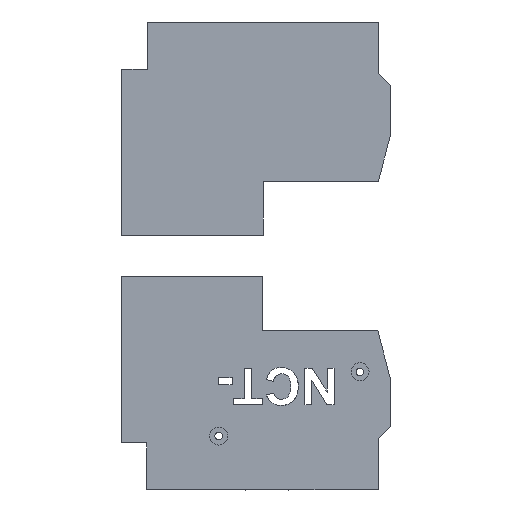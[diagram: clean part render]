
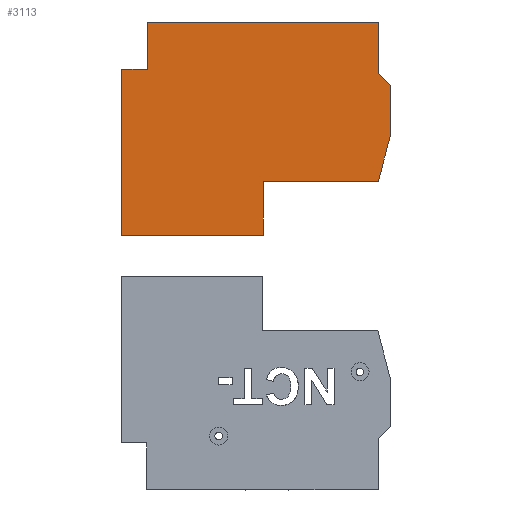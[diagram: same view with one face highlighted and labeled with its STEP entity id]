
A CAD part, left-side view. The second image highlights one B-rep face of the part: STEP entity #3113.
In plain terms, the highlighted planar face has unit normal (-1, 0, 0).
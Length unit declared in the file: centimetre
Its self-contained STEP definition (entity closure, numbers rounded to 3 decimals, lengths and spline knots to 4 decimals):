
#141=FACE_OUTER_BOUND('',#310,.T.);
#310=EDGE_LOOP('',(#2119,#2120,#2121,#2122,#2123,#2124,#2125,#2126,#2127,
#2128,#2129));
#540=LINE('',#4290,#941);
#543=LINE('',#4297,#944);
#546=LINE('',#4303,#947);
#547=LINE('',#4305,#948);
#548=LINE('',#4307,#949);
#549=LINE('',#4309,#950);
#550=LINE('',#4311,#951);
#551=LINE('',#4312,#952);
#552=LINE('',#4314,#953);
#553=LINE('',#4316,#954);
#554=LINE('',#4317,#955);
#941=VECTOR('',#3515,6.4688);
#944=VECTOR('',#3520,1.9195);
#947=VECTOR('',#3525,1.8685);
#948=VECTOR('',#3526,0.6718);
#949=VECTOR('',#3527,2.);
#950=VECTOR('',#3528,9.);
#951=VECTOR('',#3529,1.8313);
#952=VECTOR('',#3530,1.);
#953=VECTOR('',#3531,5.5);
#954=VECTOR('',#3532,2.1);
#955=VECTOR('',#3533,4.4873);
#1337=VERTEX_POINT('',#4287);
#1338=VERTEX_POINT('',#4289);
#1340=VERTEX_POINT('',#4294);
#1341=VERTEX_POINT('',#4296);
#1343=VERTEX_POINT('',#4302);
#1344=VERTEX_POINT('',#4304);
#1345=VERTEX_POINT('',#4306);
#1346=VERTEX_POINT('',#4308);
#1347=VERTEX_POINT('',#4310);
#1348=VERTEX_POINT('',#4313);
#1349=VERTEX_POINT('',#4315);
#1652=EDGE_CURVE('',#1338,#1337,#540,.T.);
#1655=EDGE_CURVE('',#1341,#1340,#543,.T.);
#1658=EDGE_CURVE('',#1340,#1343,#546,.T.);
#1659=EDGE_CURVE('',#1343,#1344,#547,.T.);
#1660=EDGE_CURVE('',#1344,#1345,#548,.T.);
#1661=EDGE_CURVE('',#1345,#1346,#549,.T.);
#1662=EDGE_CURVE('',#1346,#1347,#550,.T.);
#1663=EDGE_CURVE('',#1347,#1338,#551,.T.);
#1664=EDGE_CURVE('',#1337,#1348,#552,.T.);
#1665=EDGE_CURVE('',#1348,#1349,#553,.T.);
#1666=EDGE_CURVE('',#1349,#1341,#554,.T.);
#2119=ORIENTED_EDGE('',*,*,#1658,.T.);
#2120=ORIENTED_EDGE('',*,*,#1659,.T.);
#2121=ORIENTED_EDGE('',*,*,#1660,.T.);
#2122=ORIENTED_EDGE('',*,*,#1661,.T.);
#2123=ORIENTED_EDGE('',*,*,#1662,.T.);
#2124=ORIENTED_EDGE('',*,*,#1663,.T.);
#2125=ORIENTED_EDGE('',*,*,#1652,.T.);
#2126=ORIENTED_EDGE('',*,*,#1664,.T.);
#2127=ORIENTED_EDGE('',*,*,#1665,.T.);
#2128=ORIENTED_EDGE('',*,*,#1666,.T.);
#2129=ORIENTED_EDGE('',*,*,#1655,.T.);
#2974=PLANE('',#3285);
#3113=ADVANCED_FACE('',(#141),#2974,.T.);
#3285=AXIS2_PLACEMENT_3D('',#4301,#3523,#3524);
#3515=DIRECTION('',(0.,0.,-1.));
#3520=DIRECTION('',(0.,-0.254,0.967));
#3523=DIRECTION('center_axis',(-1.,0.,0.));
#3524=DIRECTION('ref_axis',(0.,1.,0.));
#3525=DIRECTION('',(0.,0.,1.));
#3526=DIRECTION('',(0.,0.707,0.707));
#3527=DIRECTION('',(0.,0.,1.));
#3528=DIRECTION('',(0.,1.,0.));
#3529=DIRECTION('',(0.,0.,-1.));
#3530=DIRECTION('',(0.,1.,0.));
#3531=DIRECTION('',(0.,-1.,0.));
#3532=DIRECTION('',(0.,0.,1.));
#3533=DIRECTION('',(0.,-1.,0.));
#4287=CARTESIAN_POINT('',(0.0083,10.4242,-0.3483));
#4289=CARTESIAN_POINT('',(0.0083,10.4242,6.1205));
#4290=CARTESIAN_POINT('',(0.0083,10.4242,3.9017));
#4294=CARTESIAN_POINT('',(0.0083,-0.0508,3.6082));
#4296=CARTESIAN_POINT('',(0.0083,0.4369,1.7517));
#4297=CARTESIAN_POINT('',(0.0083,0.0643,3.17));
#4301=CARTESIAN_POINT('Origin',(0.0083,5.2242,3.9017));
#4302=CARTESIAN_POINT('',(0.0083,-0.0508,5.4767));
#4303=CARTESIAN_POINT('',(0.0083,-0.0508,3.7767));
#4304=CARTESIAN_POINT('',(0.0083,0.4242,5.9517));
#4305=CARTESIAN_POINT('',(0.0083,1.1117,6.6392));
#4306=CARTESIAN_POINT('',(0.0083,0.4242,7.9517));
#4307=CARTESIAN_POINT('',(0.0083,0.4242,6.0267));
#4308=CARTESIAN_POINT('',(0.0083,9.4242,7.9517));
#4309=CARTESIAN_POINT('',(0.0083,5.2242,7.9517));
#4310=CARTESIAN_POINT('',(0.0083,9.4242,6.1205));
#4311=CARTESIAN_POINT('',(0.0083,9.4242,3.8517));
#4312=CARTESIAN_POINT('',(0.0083,7.8242,6.1205));
#4313=CARTESIAN_POINT('',(0.0083,4.9242,-0.3483));
#4314=CARTESIAN_POINT('',(0.0083,5.2242,-0.3483));
#4315=CARTESIAN_POINT('',(0.0083,4.9242,1.7517));
#4316=CARTESIAN_POINT('',(0.0083,4.9242,2.2767));
#4317=CARTESIAN_POINT('',(0.0083,3.7242,1.7517));
